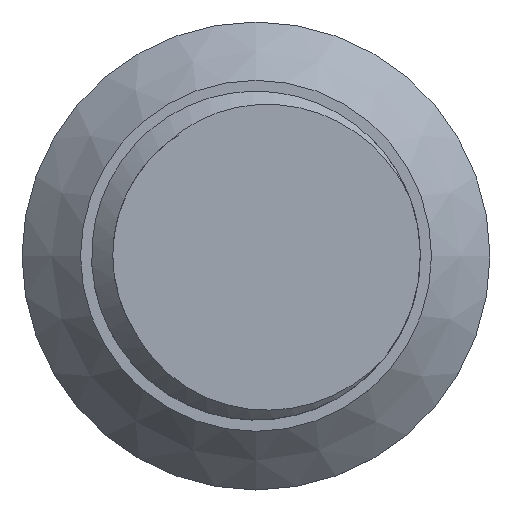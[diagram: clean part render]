
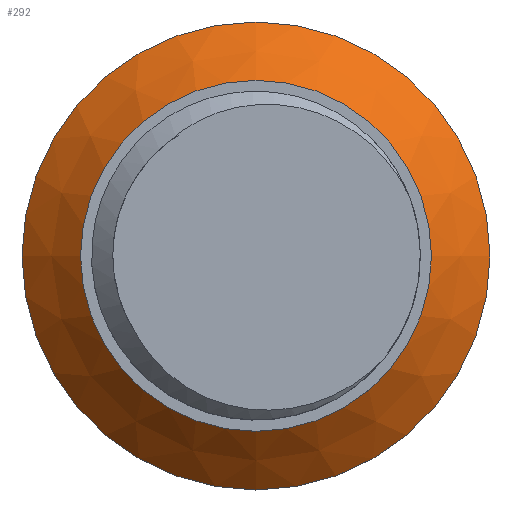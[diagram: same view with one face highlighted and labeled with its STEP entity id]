
A CAD part, top view. The second image highlights one B-rep face of the part: STEP entity #292.
In plain terms, the highlighted conical face has half-angle 45 degrees and reference radius 10 mm.
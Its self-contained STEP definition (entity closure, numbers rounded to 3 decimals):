
#229=CARTESIAN_POINT('',(60.,-125.,1.));
#230=VERTEX_POINT('',#229);
#239=CARTESIAN_POINT('',(40.,-125.,1.));
#240=VERTEX_POINT('',#239);
#241=CARTESIAN_POINT('',(50.,-125.,1.));
#242=DIRECTION('',(-0.,-0.,1.));
#243=DIRECTION('',(-1.,0.,0.));
#244=AXIS2_PLACEMENT_3D('',#241,#242,#243);
#245=CIRCLE('',#244,10.);
#246=EDGE_CURVE('',#240,#230,#245,.T.);
#248=CARTESIAN_POINT('',(50.,-125.,1.));
#249=DIRECTION('',(-0.,-0.,1.));
#250=DIRECTION('',(-1.,0.,0.));
#251=AXIS2_PLACEMENT_3D('',#248,#249,#250);
#252=CIRCLE('',#251,10.);
#253=EDGE_CURVE('',#230,#240,#252,.T.);
#258=CARTESIAN_POINT('',(50.,-125.,1.));
#259=DIRECTION('',(0.,0.,-1.));
#260=DIRECTION('',(-1.,0.,0.));
#261=AXIS2_PLACEMENT_3D('',#258,#259,#260);
#262=CONICAL_SURFACE('',#261,10.,45.);
#263=CARTESIAN_POINT('',(42.5,-125.,3.5));
#264=VERTEX_POINT('',#263);
#265=CARTESIAN_POINT('',(40.,-125.,1.));
#266=DIRECTION('',(0.707,-0.,0.707));
#267=VECTOR('',#266,3.536);
#268=LINE('',#265,#267);
#269=EDGE_CURVE('',#240,#264,#268,.T.);
#270=ORIENTED_EDGE('',*,*,#269,.T.);
#271=CARTESIAN_POINT('',(57.5,-125.,3.5));
#272=VERTEX_POINT('',#271);
#273=CARTESIAN_POINT('',(50.,-125.,3.5));
#274=DIRECTION('',(0.,0.,1.));
#275=DIRECTION('',(1.,0.,-0.));
#276=AXIS2_PLACEMENT_3D('',#273,#274,#275);
#277=CIRCLE('',#276,7.5);
#278=EDGE_CURVE('',#272,#264,#277,.T.);
#279=ORIENTED_EDGE('',*,*,#278,.F.);
#280=CARTESIAN_POINT('',(50.,-125.,3.5));
#281=DIRECTION('',(0.,0.,1.));
#282=DIRECTION('',(1.,0.,-0.));
#283=AXIS2_PLACEMENT_3D('',#280,#281,#282);
#284=CIRCLE('',#283,7.5);
#285=EDGE_CURVE('',#264,#272,#284,.T.);
#286=ORIENTED_EDGE('',*,*,#285,.F.);
#287=ORIENTED_EDGE('',*,*,#269,.F.);
#288=ORIENTED_EDGE('',*,*,#246,.T.);
#289=ORIENTED_EDGE('',*,*,#253,.T.);
#290=EDGE_LOOP('',(#270,#279,#286,#287,#288,#289));
#291=FACE_BOUND('',#290,.T.);
#292=ADVANCED_FACE('',(#291),#262,.T.);
